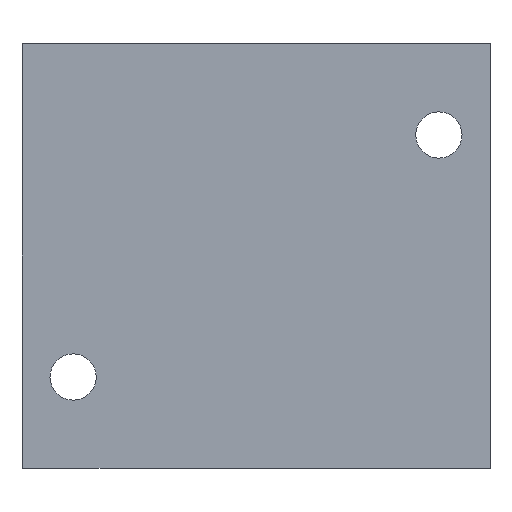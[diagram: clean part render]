
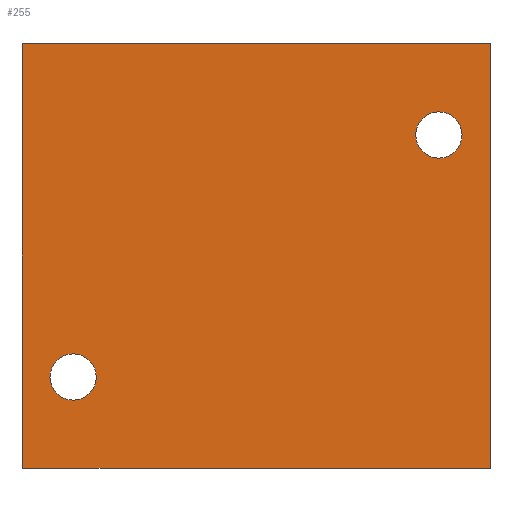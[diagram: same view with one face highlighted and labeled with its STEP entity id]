
A CAD part, front view. The second image highlights one B-rep face of the part: STEP entity #255.
In plain terms, the highlighted planar face has unit normal (0, -1, 0).
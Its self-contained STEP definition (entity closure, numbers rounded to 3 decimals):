
#30 = FACE_OUTER_BOUND ( 'NONE', #1231, .T. ) ;
#77 = EDGE_CURVE ( 'NONE', #93, #140, #252, .T. ) ;
#78 = VECTOR ( 'NONE', #1048, 1000. ) ;
#84 = EDGE_CURVE ( 'NONE', #523, #571, #446, .T. ) ;
#89 = ORIENTED_EDGE ( 'NONE', *, *, #1203, .T. ) ;
#93 = VERTEX_POINT ( 'NONE', #1359 ) ;
#102 = AXIS2_PLACEMENT_3D ( 'NONE', #1484, #532, #1392 ) ;
#122 = VERTEX_POINT ( 'NONE', #1278 ) ;
#125 = EDGE_CURVE ( 'NONE', #122, #1364, #540, .T. ) ;
#140 = VERTEX_POINT ( 'NONE', #851 ) ;
#159 = CARTESIAN_POINT ( 'NONE',  ( 34., -35., 22.5 ) ) ;
#160 = VECTOR ( 'NONE', #667, 1000. ) ;
#169 = CARTESIAN_POINT ( 'NONE',  ( 43.5, -35., 39.5 ) ) ;
#197 = ORIENTED_EDGE ( 'NONE', *, *, #973, .F. ) ;
#252 = CIRCLE ( 'NONE', #102, 4.3 ) ;
#255 = ADVANCED_FACE ( 'NONE', ( #1453, #30, #492 ), #501, .F. ) ;
#261 = AXIS2_PLACEMENT_3D ( 'NONE', #423, #1379, #430 ) ;
#288 = VECTOR ( 'NONE', #859, 1000. ) ;
#295 = LINE ( 'NONE', #169, #1031 ) ;
#300 = AXIS2_PLACEMENT_3D ( 'NONE', #402, #1110, #878 ) ;
#310 = EDGE_CURVE ( 'NONE', #1364, #928, #295, .T. ) ;
#398 = EDGE_LOOP ( 'NONE', ( #1464, #765 ) ) ;
#402 = CARTESIAN_POINT ( 'NONE',  ( -43.5, -35., 39.5 ) ) ;
#423 = CARTESIAN_POINT ( 'NONE',  ( -34., -35., -22.5 ) ) ;
#430 = DIRECTION ( 'NONE',  ( 0., 0., -1. ) ) ;
#446 = CIRCLE ( 'NONE', #1320, 4.3 ) ;
#460 = CARTESIAN_POINT ( 'NONE',  ( 34., -35., 26.8 ) ) ;
#472 = EDGE_LOOP ( 'NONE', ( #197, #1312 ) ) ;
#490 = LINE ( 'NONE', #760, #288 ) ;
#492 = FACE_BOUND ( 'NONE', #472, .T. ) ;
#501 = PLANE ( 'NONE',  #300 ) ;
#523 = VERTEX_POINT ( 'NONE', #944 ) ;
#532 = DIRECTION ( 'NONE',  ( 0., -1., 0. ) ) ;
#540 = LINE ( 'NONE', #919, #78 ) ;
#565 = DIRECTION ( 'NONE',  ( 0., 0., -1. ) ) ;
#571 = VERTEX_POINT ( 'NONE', #460 ) ;
#637 = CIRCLE ( 'NONE', #261, 4.3 ) ;
#667 = DIRECTION ( 'NONE',  ( 1., 0., 0. ) ) ;
#673 = CARTESIAN_POINT ( 'NONE',  ( 43.5, -35., -39.5 ) ) ;
#751 = CARTESIAN_POINT ( 'NONE',  ( 43.5, -35., 39.5 ) ) ;
#760 = CARTESIAN_POINT ( 'NONE',  ( -43.5, -35., 39.5 ) ) ;
#765 = ORIENTED_EDGE ( 'NONE', *, *, #1234, .F. ) ;
#851 = CARTESIAN_POINT ( 'NONE',  ( -34., -35., -26.8 ) ) ;
#859 = DIRECTION ( 'NONE',  ( 0., 0., -1. ) ) ;
#878 = DIRECTION ( 'NONE',  ( 0., 0., 1. ) ) ;
#919 = CARTESIAN_POINT ( 'NONE',  ( -43.5, -35., 39.5 ) ) ;
#928 = VERTEX_POINT ( 'NONE', #673 ) ;
#944 = CARTESIAN_POINT ( 'NONE',  ( 34., -35., 18.2 ) ) ;
#956 = EDGE_CURVE ( 'NONE', #1029, #928, #1487, .T. ) ;
#973 = EDGE_CURVE ( 'NONE', #140, #93, #637, .T. ) ;
#1029 = VERTEX_POINT ( 'NONE', #1474 ) ;
#1031 = VECTOR ( 'NONE', #1475, 1000. ) ;
#1048 = DIRECTION ( 'NONE',  ( 1., 0., 0. ) ) ;
#1096 = ORIENTED_EDGE ( 'NONE', *, *, #125, .F. ) ;
#1110 = DIRECTION ( 'NONE',  ( 0., 1., 0. ) ) ;
#1117 = DIRECTION ( 'NONE',  ( 0., -1., 0. ) ) ;
#1155 = CARTESIAN_POINT ( 'NONE',  ( -43.5, -35., -39.5 ) ) ;
#1159 = CARTESIAN_POINT ( 'NONE',  ( 34., -35., 22.5 ) ) ;
#1203 = EDGE_CURVE ( 'NONE', #122, #1029, #490, .T. ) ;
#1206 = CIRCLE ( 'NONE', #1262, 4.3 ) ;
#1231 = EDGE_LOOP ( 'NONE', ( #1343, #1335, #1096, #89 ) ) ;
#1234 = EDGE_CURVE ( 'NONE', #571, #523, #1206, .T. ) ;
#1261 = DIRECTION ( 'NONE',  ( 0., -1., 0. ) ) ;
#1262 = AXIS2_PLACEMENT_3D ( 'NONE', #159, #1117, #1317 ) ;
#1278 = CARTESIAN_POINT ( 'NONE',  ( -43.5, -35., 39.5 ) ) ;
#1312 = ORIENTED_EDGE ( 'NONE', *, *, #77, .F. ) ;
#1317 = DIRECTION ( 'NONE',  ( 0., 0., -1. ) ) ;
#1320 = AXIS2_PLACEMENT_3D ( 'NONE', #1159, #1261, #565 ) ;
#1335 = ORIENTED_EDGE ( 'NONE', *, *, #310, .F. ) ;
#1343 = ORIENTED_EDGE ( 'NONE', *, *, #956, .T. ) ;
#1359 = CARTESIAN_POINT ( 'NONE',  ( -34., -35., -18.2 ) ) ;
#1364 = VERTEX_POINT ( 'NONE', #751 ) ;
#1379 = DIRECTION ( 'NONE',  ( 0., -1., 0. ) ) ;
#1392 = DIRECTION ( 'NONE',  ( 0., 0., -1. ) ) ;
#1453 = FACE_BOUND ( 'NONE', #398, .T. ) ;
#1464 = ORIENTED_EDGE ( 'NONE', *, *, #84, .F. ) ;
#1474 = CARTESIAN_POINT ( 'NONE',  ( -43.5, -35., -39.5 ) ) ;
#1475 = DIRECTION ( 'NONE',  ( 0., 0., -1. ) ) ;
#1484 = CARTESIAN_POINT ( 'NONE',  ( -34., -35., -22.5 ) ) ;
#1487 = LINE ( 'NONE', #1155, #160 ) ;
